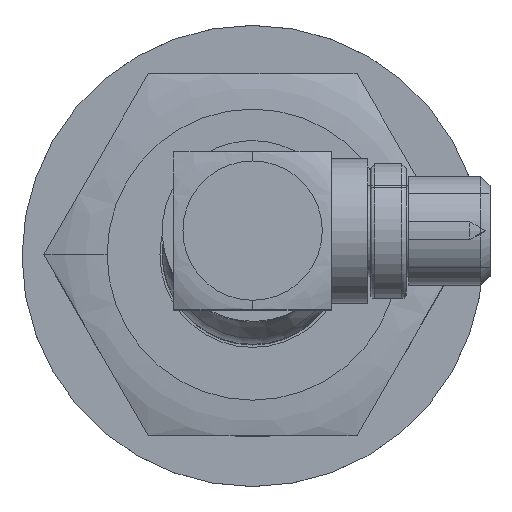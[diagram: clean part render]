
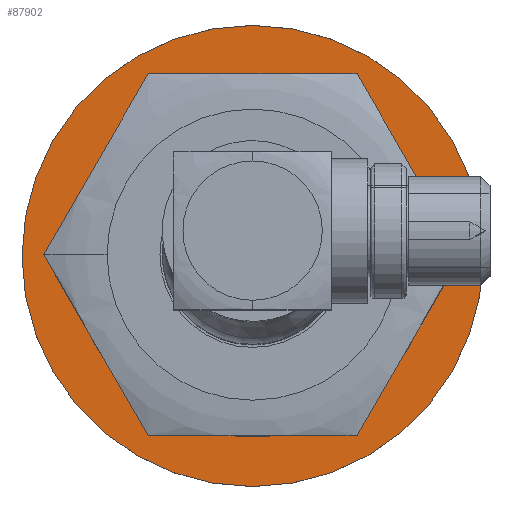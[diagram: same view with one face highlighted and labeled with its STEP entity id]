
A CAD part, top view. The second image highlights one B-rep face of the part: STEP entity #87902.
In plain terms, the highlighted face is planar.
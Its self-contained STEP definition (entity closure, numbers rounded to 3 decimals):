
#399 = VERTEX_POINT ( 'NONE', #89812 ) ;
#540 = DIRECTION ( 'NONE',  ( 1., 0., 0. ) ) ;
#843 = EDGE_LOOP ( 'NONE', ( #90967, #77843 ) ) ;
#844 = ORIENTED_EDGE ( 'NONE', *, *, #64463, .F. ) ;
#4254 = EDGE_LOOP ( 'NONE', ( #32272, #844 ) ) ;
#6499 = CARTESIAN_POINT ( 'NONE',  ( 0., 0., 0. ) ) ;
#7692 = CARTESIAN_POINT ( 'NONE',  ( 0., 0., 0. ) ) ;
#16329 = DIRECTION ( 'NONE',  ( 1., 0., 0. ) ) ;
#28077 = CARTESIAN_POINT ( 'NONE',  ( 0., 0., 0. ) ) ;
#29117 = DIRECTION ( 'NONE',  ( 0., 0., -1. ) ) ;
#30419 = CARTESIAN_POINT ( 'NONE',  ( 0., 0., -4. ) ) ;
#30675 = VERTEX_POINT ( 'NONE', #70793 ) ;
#32272 = ORIENTED_EDGE ( 'NONE', *, *, #44695, .F. ) ;
#33726 = VERTEX_POINT ( 'NONE', #30419 ) ;
#37510 = DIRECTION ( 'NONE',  ( 1., 0., 0. ) ) ;
#38683 = DIRECTION ( 'NONE',  ( 0., 0., -1. ) ) ;
#38726 = DIRECTION ( 'NONE',  ( 0., 0., -1. ) ) ;
#44695 = EDGE_CURVE ( 'NONE', #55917, #30675, #63378, .T. ) ;
#46275 = AXIS2_PLACEMENT_3D ( 'NONE', #76341, #540, #38726 ) ;
#47357 = DIRECTION ( 'NONE',  ( 0., 0., -1. ) ) ;
#49386 = AXIS2_PLACEMENT_3D ( 'NONE', #85947, #16329, #47357 ) ;
#52582 = CIRCLE ( 'NONE', #49386, 5.1 ) ;
#55917 = VERTEX_POINT ( 'NONE', #85966 ) ;
#56166 = AXIS2_PLACEMENT_3D ( 'NONE', #7692, #85928, #38683 ) ;
#63378 = CIRCLE ( 'NONE', #92704, 5.1 ) ;
#64463 = EDGE_CURVE ( 'NONE', #30675, #55917, #52582, .T. ) ;
#65854 = CIRCLE ( 'NONE', #56166, 4. ) ;
#65928 = AXIS2_PLACEMENT_3D ( 'NONE', #28077, #66710, #29117 ) ;
#66710 = DIRECTION ( 'NONE',  ( 1., 0., 0. ) ) ;
#70793 = CARTESIAN_POINT ( 'NONE',  ( 0., 0., -5.1 ) ) ;
#74337 = FACE_BOUND ( 'NONE', #843, .T. ) ;
#74757 = EDGE_CURVE ( 'NONE', #33726, #399, #90062, .T. ) ;
#76341 = CARTESIAN_POINT ( 'NONE',  ( 0., 0., 0. ) ) ;
#77612 = DIRECTION ( 'NONE',  ( 0., 0., -1. ) ) ;
#77843 = ORIENTED_EDGE ( 'NONE', *, *, #74757, .T. ) ;
#82523 = FACE_OUTER_BOUND ( 'NONE', #4254, .T. ) ;
#83907 = EDGE_CURVE ( 'NONE', #399, #33726, #65854, .T. ) ;
#85928 = DIRECTION ( 'NONE',  ( 1., 0., 0. ) ) ;
#85947 = CARTESIAN_POINT ( 'NONE',  ( 0., 0., 0. ) ) ;
#85966 = CARTESIAN_POINT ( 'NONE',  ( 0., 0., 5.1 ) ) ;
#87902 = ADVANCED_FACE ( 'NONE', ( #82523, #74337 ), #91660, .F. ) ;
#89812 = CARTESIAN_POINT ( 'NONE',  ( 0., 0., 4. ) ) ;
#90062 = CIRCLE ( 'NONE', #46275, 4. ) ;
#90967 = ORIENTED_EDGE ( 'NONE', *, *, #83907, .T. ) ;
#91660 = PLANE ( 'NONE',  #65928 ) ;
#92704 = AXIS2_PLACEMENT_3D ( 'NONE', #6499, #37510, #77612 ) ;
